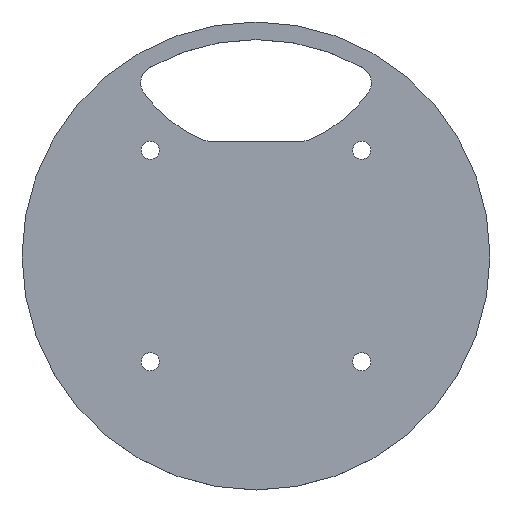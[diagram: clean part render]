
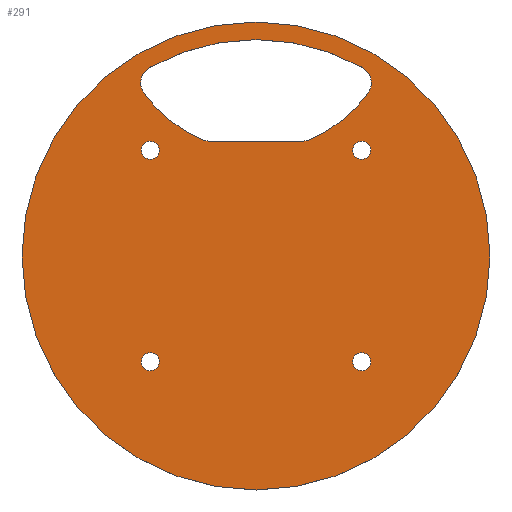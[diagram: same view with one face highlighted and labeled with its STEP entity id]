
A CAD part, top view. The second image highlights one B-rep face of the part: STEP entity #291.
In plain terms, the highlighted planar face has unit normal (0, 0, 1).
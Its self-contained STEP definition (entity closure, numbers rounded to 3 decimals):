
#20=FACE_BOUND('',#63,.T.);
#21=FACE_BOUND('',#64,.T.);
#22=FACE_BOUND('',#65,.T.);
#23=FACE_BOUND('',#66,.T.);
#24=FACE_BOUND('',#67,.T.);
#27=PLANE('',#344);
#42=FACE_OUTER_BOUND('',#62,.T.);
#62=EDGE_LOOP('',(#252));
#63=EDGE_LOOP('',(#253,#254,#255,#256,#257,#258,#259,#260));
#64=EDGE_LOOP('',(#261));
#65=EDGE_LOOP('',(#262));
#66=EDGE_LOOP('',(#263));
#67=EDGE_LOOP('',(#264));
#74=LINE('',#467,#89);
#89=VECTOR('',#373,10.);
#98=CIRCLE('',#307,4.);
#100=CIRCLE('',#310,31.07);
#102=CIRCLE('',#313,4.);
#104=CIRCLE('',#317,4.);
#106=CIRCLE('',#320,48.5);
#109=CIRCLE('',#324,4.);
#111=CIRCLE('',#327,52.438);
#113=CIRCLE('',#330,31.07);
#114=CIRCLE('',#332,2.);
#116=CIRCLE('',#335,2.);
#118=CIRCLE('',#338,2.);
#120=CIRCLE('',#341,2.);
#122=VERTEX_POINT('',#442);
#123=VERTEX_POINT('',#443);
#126=VERTEX_POINT('',#451);
#128=VERTEX_POINT('',#457);
#129=VERTEX_POINT('',#458);
#132=VERTEX_POINT('',#469);
#134=VERTEX_POINT('',#475);
#137=VERTEX_POINT('',#483);
#139=VERTEX_POINT('',#489);
#140=VERTEX_POINT('',#496);
#142=VERTEX_POINT('',#502);
#144=VERTEX_POINT('',#508);
#146=VERTEX_POINT('',#514);
#148=EDGE_CURVE('',#122,#123,#98,.T.);
#152=EDGE_CURVE('',#126,#123,#100,.T.);
#155=EDGE_CURVE('',#128,#129,#102,.T.);
#160=EDGE_CURVE('',#122,#129,#74,.T.);
#161=EDGE_CURVE('',#126,#132,#104,.T.);
#164=EDGE_CURVE('',#134,#132,#106,.T.);
#168=EDGE_CURVE('',#134,#137,#109,.T.);
#172=EDGE_CURVE('',#139,#139,#111,.T.);
#174=EDGE_CURVE('',#128,#137,#113,.T.);
#175=EDGE_CURVE('',#140,#140,#114,.T.);
#178=EDGE_CURVE('',#142,#142,#116,.T.);
#181=EDGE_CURVE('',#144,#144,#118,.T.);
#184=EDGE_CURVE('',#146,#146,#120,.T.);
#252=ORIENTED_EDGE('',*,*,#172,.T.);
#253=ORIENTED_EDGE('',*,*,#174,.T.);
#254=ORIENTED_EDGE('',*,*,#168,.F.);
#255=ORIENTED_EDGE('',*,*,#164,.T.);
#256=ORIENTED_EDGE('',*,*,#161,.F.);
#257=ORIENTED_EDGE('',*,*,#152,.T.);
#258=ORIENTED_EDGE('',*,*,#148,.F.);
#259=ORIENTED_EDGE('',*,*,#160,.T.);
#260=ORIENTED_EDGE('',*,*,#155,.F.);
#261=ORIENTED_EDGE('',*,*,#175,.T.);
#262=ORIENTED_EDGE('',*,*,#178,.T.);
#263=ORIENTED_EDGE('',*,*,#181,.T.);
#264=ORIENTED_EDGE('',*,*,#184,.T.);
#291=ADVANCED_FACE('',(#42,#20,#21,#22,#23,#24),#27,.T.);
#307=AXIS2_PLACEMENT_3D('',#444,#349,#350);
#310=AXIS2_PLACEMENT_3D('',#452,#357,#358);
#313=AXIS2_PLACEMENT_3D('',#459,#364,#365);
#317=AXIS2_PLACEMENT_3D('',#470,#376,#377);
#320=AXIS2_PLACEMENT_3D('',#476,#383,#384);
#324=AXIS2_PLACEMENT_3D('',#484,#392,#393);
#327=AXIS2_PLACEMENT_3D('',#491,#400,#401);
#330=AXIS2_PLACEMENT_3D('',#494,#406,#407);
#332=AXIS2_PLACEMENT_3D('',#497,#410,#411);
#335=AXIS2_PLACEMENT_3D('',#503,#417,#418);
#338=AXIS2_PLACEMENT_3D('',#509,#424,#425);
#341=AXIS2_PLACEMENT_3D('',#515,#431,#432);
#344=AXIS2_PLACEMENT_3D('',#520,#438,#439);
#349=DIRECTION('center_axis',(0.,0.,1.));
#350=DIRECTION('ref_axis',(0.192,-0.981,0.));
#357=DIRECTION('center_axis',(0.,0.,-1.));
#358=DIRECTION('ref_axis',(-1.,0.,0.));
#364=DIRECTION('center_axis',(0.,0.,1.));
#365=DIRECTION('ref_axis',(-0.192,-0.981,0.));
#373=DIRECTION('',(-1.,0.,0.));
#376=DIRECTION('center_axis',(0.,0.,1.));
#377=DIRECTION('ref_axis',(0.977,0.211,0.));
#383=DIRECTION('center_axis',(0.,0.,-1.));
#384=DIRECTION('ref_axis',(-1.,0.,0.));
#392=DIRECTION('center_axis',(0.,0.,1.));
#393=DIRECTION('ref_axis',(-0.977,0.211,0.));
#400=DIRECTION('center_axis',(0.,0.,1.));
#401=DIRECTION('ref_axis',(-1.,0.,0.));
#406=DIRECTION('center_axis',(0.,0.,-1.));
#407=DIRECTION('ref_axis',(-1.,0.,0.));
#410=DIRECTION('center_axis',(0.,0.,-1.));
#411=DIRECTION('ref_axis',(-1.,0.,0.));
#417=DIRECTION('center_axis',(0.,0.,-1.));
#418=DIRECTION('ref_axis',(-1.,0.,0.));
#424=DIRECTION('center_axis',(0.,0.,-1.));
#425=DIRECTION('ref_axis',(-1.,0.,0.));
#431=DIRECTION('center_axis',(0.,0.,-1.));
#432=DIRECTION('ref_axis',(-1.,0.,0.));
#438=DIRECTION('center_axis',(0.,0.,1.));
#439=DIRECTION('ref_axis',(1.,0.,0.));
#442=CARTESIAN_POINT('',(10.212,25.688,5.));
#443=CARTESIAN_POINT('',(11.721,25.984,5.));
#444=CARTESIAN_POINT('Origin',(10.212,29.688,5.));
#451=CARTESIAN_POINT('',(25.072,36.407,5.));
#452=CARTESIAN_POINT('Origin',(0.,54.758,5.));
#457=CARTESIAN_POINT('',(-11.721,25.984,5.));
#458=CARTESIAN_POINT('',(-10.212,25.688,5.));
#459=CARTESIAN_POINT('Origin',(-10.212,29.688,5.));
#467=CARTESIAN_POINT('',(5.484,25.688,5.));
#469=CARTESIAN_POINT('',(23.808,42.255,5.));
#470=CARTESIAN_POINT('Origin',(21.844,38.77,5.));
#475=CARTESIAN_POINT('',(-23.808,42.255,5.));
#476=CARTESIAN_POINT('Origin',(0.,0.,5.));
#483=CARTESIAN_POINT('',(-25.072,36.407,5.));
#484=CARTESIAN_POINT('Origin',(-21.844,38.77,5.));
#489=CARTESIAN_POINT('',(52.438,0.,5.));
#491=CARTESIAN_POINT('Origin',(0.,0.,5.));
#494=CARTESIAN_POINT('Origin',(0.,54.758,5.));
#496=CARTESIAN_POINT('',(-21.688,23.688,5.));
#497=CARTESIAN_POINT('Origin',(-23.688,23.688,5.));
#502=CARTESIAN_POINT('',(-21.688,-23.688,5.));
#503=CARTESIAN_POINT('Origin',(-23.688,-23.688,5.));
#508=CARTESIAN_POINT('',(25.688,23.688,5.));
#509=CARTESIAN_POINT('Origin',(23.688,23.688,5.));
#514=CARTESIAN_POINT('',(25.688,-23.688,5.));
#515=CARTESIAN_POINT('Origin',(23.688,-23.688,5.));
#520=CARTESIAN_POINT('Origin',(0.,0.,5.));
